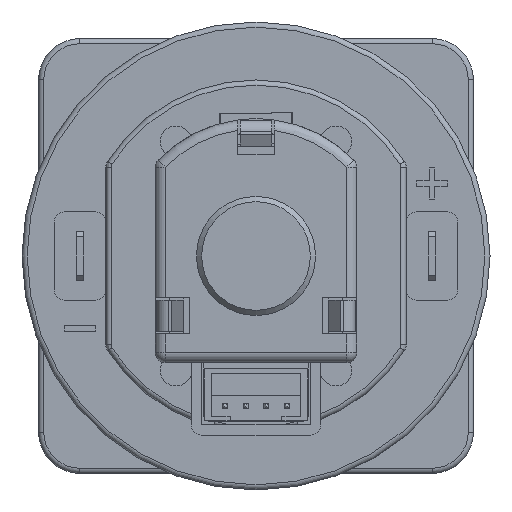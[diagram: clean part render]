
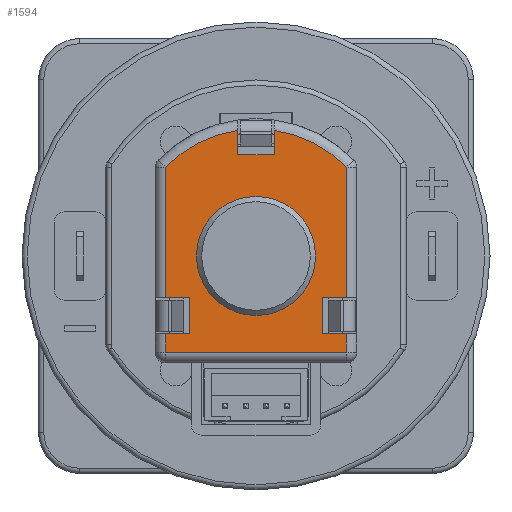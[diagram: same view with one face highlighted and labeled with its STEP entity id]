
A CAD part, left-side view. The second image highlights one B-rep face of the part: STEP entity #1594.
In plain terms, the highlighted face is planar.
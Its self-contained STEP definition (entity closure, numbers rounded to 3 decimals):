
#991=FACE_BOUND('',#3641,.T.);
#992=FACE_BOUND('',#3642,.T.);
#1594=ADVANCED_FACE('',(#991,#992),#2136,.F.);
#2136=PLANE('',#14262);
#3641=EDGE_LOOP('',(#6333,#6334,#6335,#6336,#6337,#6338,#6339,#6340,#6341,
#6342,#6343,#6344,#6345,#6346,#6347,#6348));
#3642=EDGE_LOOP('',(#6349));
#6333=ORIENTED_EDGE('',*,*,#9884,.T.);
#6334=ORIENTED_EDGE('',*,*,#9885,.T.);
#6335=ORIENTED_EDGE('',*,*,#9886,.T.);
#6336=ORIENTED_EDGE('',*,*,#9887,.T.);
#6337=ORIENTED_EDGE('',*,*,#9888,.T.);
#6338=ORIENTED_EDGE('',*,*,#9889,.T.);
#6339=ORIENTED_EDGE('',*,*,#9890,.F.);
#6340=ORIENTED_EDGE('',*,*,#9891,.T.);
#6341=ORIENTED_EDGE('',*,*,#9892,.T.);
#6342=ORIENTED_EDGE('',*,*,#9893,.F.);
#6343=ORIENTED_EDGE('',*,*,#9894,.T.);
#6344=ORIENTED_EDGE('',*,*,#9895,.T.);
#6345=ORIENTED_EDGE('',*,*,#9896,.T.);
#6346=ORIENTED_EDGE('',*,*,#9897,.T.);
#6347=ORIENTED_EDGE('',*,*,#9898,.F.);
#6348=ORIENTED_EDGE('',*,*,#9899,.F.);
#6349=ORIENTED_EDGE('',*,*,#9900,.F.);
#8298=VERTEX_POINT('',#21900);
#8299=VERTEX_POINT('',#21901);
#8300=VERTEX_POINT('',#21903);
#8301=VERTEX_POINT('',#21905);
#8302=VERTEX_POINT('',#21907);
#8303=VERTEX_POINT('',#21909);
#8304=VERTEX_POINT('',#21911);
#8305=VERTEX_POINT('',#21913);
#8306=VERTEX_POINT('',#21915);
#8307=VERTEX_POINT('',#21917);
#8308=VERTEX_POINT('',#21919);
#8309=VERTEX_POINT('',#21921);
#8310=VERTEX_POINT('',#21923);
#8311=VERTEX_POINT('',#21925);
#8312=VERTEX_POINT('',#21927);
#8313=VERTEX_POINT('',#21929);
#8314=VERTEX_POINT('',#21932);
#9884=EDGE_CURVE('',#8298,#8299,#11149,.T.);
#9885=EDGE_CURVE('',#8299,#8300,#11150,.T.);
#9886=EDGE_CURVE('',#8300,#8301,#11151,.T.);
#9887=EDGE_CURVE('',#8301,#8302,#11152,.T.);
#9888=EDGE_CURVE('',#8302,#8303,#11153,.T.);
#9889=EDGE_CURVE('',#8303,#8304,#11154,.T.);
#9890=EDGE_CURVE('',#8305,#8304,#11155,.T.);
#9891=EDGE_CURVE('',#8305,#8306,#11156,.T.);
#9892=EDGE_CURVE('',#8306,#8307,#13076,.T.);
#9893=EDGE_CURVE('',#8308,#8307,#11157,.T.);
#9894=EDGE_CURVE('',#8308,#8309,#11158,.T.);
#9895=EDGE_CURVE('',#8309,#8310,#11159,.T.);
#9896=EDGE_CURVE('',#8310,#8311,#13077,.T.);
#9897=EDGE_CURVE('',#8311,#8312,#11160,.T.);
#9898=EDGE_CURVE('',#8313,#8312,#11161,.T.);
#9899=EDGE_CURVE('',#8298,#8313,#11162,.T.);
#9900=EDGE_CURVE('',#8314,#8314,#13078,.T.);
#11149=LINE('',#21899,#12269);
#11150=LINE('',#21902,#12270);
#11151=LINE('',#21904,#12271);
#11152=LINE('',#21906,#12272);
#11153=LINE('',#21908,#12273);
#11154=LINE('',#21910,#12274);
#11155=LINE('',#21912,#12275);
#11156=LINE('',#21914,#12276);
#11157=LINE('',#21918,#12277);
#11158=LINE('',#21920,#12278);
#11159=LINE('',#21922,#12279);
#11160=LINE('',#21926,#12280);
#11161=LINE('',#21928,#12281);
#11162=LINE('',#21930,#12282);
#12269=VECTOR('',#17285,1.);
#12270=VECTOR('',#17286,1.);
#12271=VECTOR('',#17287,1.);
#12272=VECTOR('',#17288,1.);
#12273=VECTOR('',#17289,1.);
#12274=VECTOR('',#17290,1.);
#12275=VECTOR('',#17291,1.);
#12276=VECTOR('',#17292,1.);
#12277=VECTOR('',#17295,1.);
#12278=VECTOR('',#17296,1.);
#12279=VECTOR('',#17297,1.);
#12280=VECTOR('',#17300,1.);
#12281=VECTOR('',#17301,1.);
#12282=VECTOR('',#17302,1.);
#13076=CIRCLE('',#14259,12.25);
#13077=CIRCLE('',#14260,12.25);
#13078=CIRCLE('',#14261,5.75);
#14259=AXIS2_PLACEMENT_3D('',#21916,#17293,#17294);
#14260=AXIS2_PLACEMENT_3D('',#21924,#17298,#17299);
#14261=AXIS2_PLACEMENT_3D('',#21931,#17303,#17304);
#14262=AXIS2_PLACEMENT_3D('',#21933,#17305,#17306);
#17285=DIRECTION('',(-1.,0.,0.));
#17286=DIRECTION('',(0.,-1.,0.));
#17287=DIRECTION('',(1.,0.,0.));
#17288=DIRECTION('',(0.,1.,0.));
#17289=DIRECTION('',(-1.,0.,0.));
#17290=DIRECTION('',(0.,1.,0.));
#17291=DIRECTION('',(-1.,0.,0.));
#17292=DIRECTION('',(0.,1.,0.));
#17293=DIRECTION('',(0.,0.,1.));
#17294=DIRECTION('',(1.,0.,0.));
#17295=DIRECTION('',(0.,1.,0.));
#17296=DIRECTION('',(-1.,0.,0.));
#17297=DIRECTION('',(0.,1.,0.));
#17298=DIRECTION('',(0.,0.,1.));
#17299=DIRECTION('',(1.,0.,0.));
#17300=DIRECTION('',(0.,-1.,0.));
#17301=DIRECTION('',(-1.,0.,0.));
#17302=DIRECTION('',(0.,1.,0.));
#17303=DIRECTION('',(0.,0.,1.));
#17304=DIRECTION('',(-1.,0.,0.));
#17305=DIRECTION('',(0.,0.,-1.));
#17306=DIRECTION('',(1.,0.,0.));
#21899=CARTESIAN_POINT('',(13.1,12.,123.));
#21900=CARTESIAN_POINT('',(13.1,12.,123.));
#21901=CARTESIAN_POINT('',(10.75,12.,123.));
#21902=CARTESIAN_POINT('',(10.75,10.2,123.));
#21903=CARTESIAN_POINT('',(10.75,10.2,123.));
#21904=CARTESIAN_POINT('',(28.25,10.2,123.));
#21905=CARTESIAN_POINT('',(28.25,10.2,123.));
#21906=CARTESIAN_POINT('',(28.25,12.,123.));
#21907=CARTESIAN_POINT('',(28.25,12.,123.));
#21908=CARTESIAN_POINT('',(29.9,12.,123.));
#21909=CARTESIAN_POINT('',(25.9,12.,123.));
#21910=CARTESIAN_POINT('',(25.9,12.,123.));
#21911=CARTESIAN_POINT('',(25.9,15.5,123.));
#21912=CARTESIAN_POINT('',(29.9,15.5,123.));
#21913=CARTESIAN_POINT('',(28.25,15.5,123.));
#21914=CARTESIAN_POINT('',(28.25,28.073,123.));
#21915=CARTESIAN_POINT('',(28.25,28.073,123.));
#21916=CARTESIAN_POINT('',(19.5,19.5,123.));
#21917=CARTESIAN_POINT('',(21.25,31.624,123.));
#21918=CARTESIAN_POINT('',(21.25,29.3,123.));
#21919=CARTESIAN_POINT('',(21.25,29.3,123.));
#21920=CARTESIAN_POINT('',(21.25,29.3,123.));
#21921=CARTESIAN_POINT('',(17.75,29.3,123.));
#21922=CARTESIAN_POINT('',(17.75,29.3,123.));
#21923=CARTESIAN_POINT('',(17.75,31.624,123.));
#21924=CARTESIAN_POINT('',(19.5,19.5,123.));
#21925=CARTESIAN_POINT('',(10.75,28.073,123.));
#21926=CARTESIAN_POINT('',(10.75,15.5,123.));
#21927=CARTESIAN_POINT('',(10.75,15.5,123.));
#21928=CARTESIAN_POINT('',(13.1,15.5,123.));
#21929=CARTESIAN_POINT('',(13.1,15.5,123.));
#21930=CARTESIAN_POINT('',(13.1,12.,123.));
#21931=CARTESIAN_POINT('',(19.5,19.5,123.));
#21932=CARTESIAN_POINT('',(13.75,19.5,123.));
#21933=CARTESIAN_POINT('',(19.5,19.5,123.));
